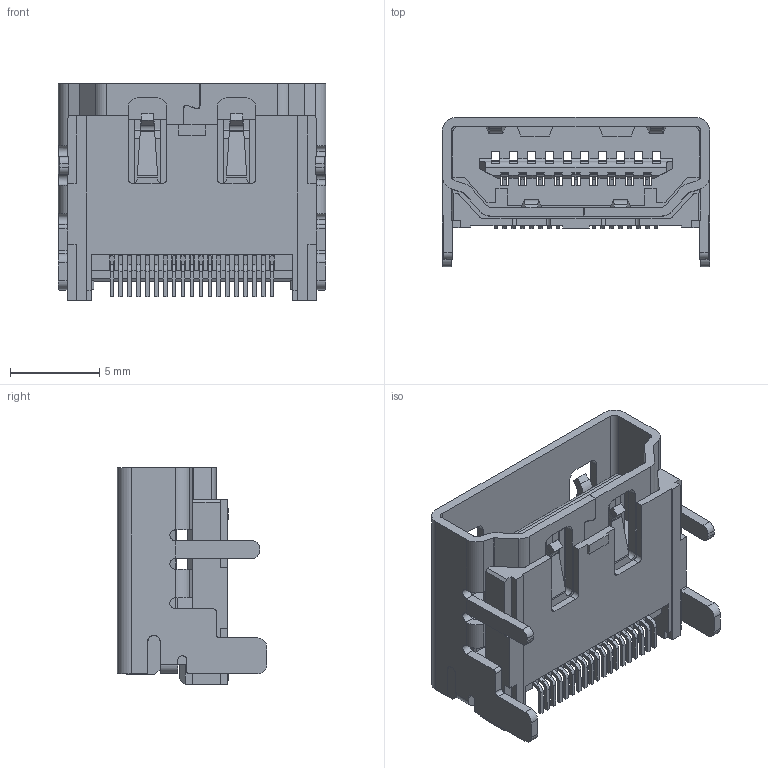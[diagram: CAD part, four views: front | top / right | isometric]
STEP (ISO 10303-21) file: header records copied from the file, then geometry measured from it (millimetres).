
FILE_DESCRIPTION (( 'STEP AP214' ), '1' );
FILE_NAME ('HDMI connector.STEP', '2022-07-29T10:57:36', ( '' ), ( '' ), 'SwSTEP 2.0', 'SolidWorks 2018', '' );
FILE_SCHEMA (( 'AUTOMOTIVE_DESIGN' ));
Length unit declared in the file: millimetre
Products named in the file (1): HDMI connector
Bounding box: 15 x 8.38 x 12.15 mm (x, y, z)
Volume: 484.3 mm3; surface area: 1884.4 mm2
Topology: 4 solids, 4 shells, 995 faces, 2947 edges, 1938 vertices
Faces by surface type: plane 734, cylinder 245, bspline 16
Entity records: 33290 total; most frequent: CARTESIAN_POINT 6367, ORIENTED_EDGE 5894, DIRECTION 5257, EDGE_CURVE 2947, LINE 2385, VECTOR 2385, VERTEX_POINT 1938, AXIS2_PLACEMENT_3D 1436
